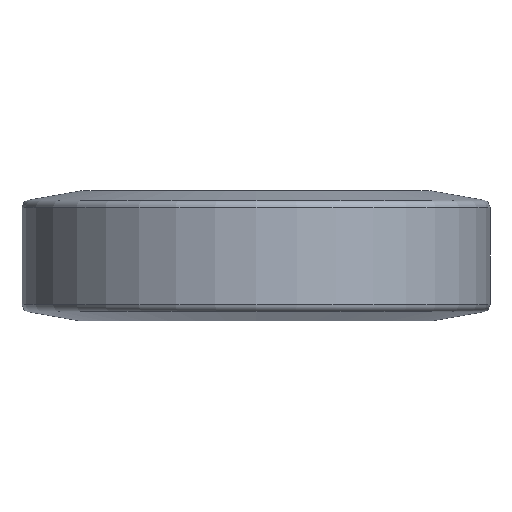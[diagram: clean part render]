
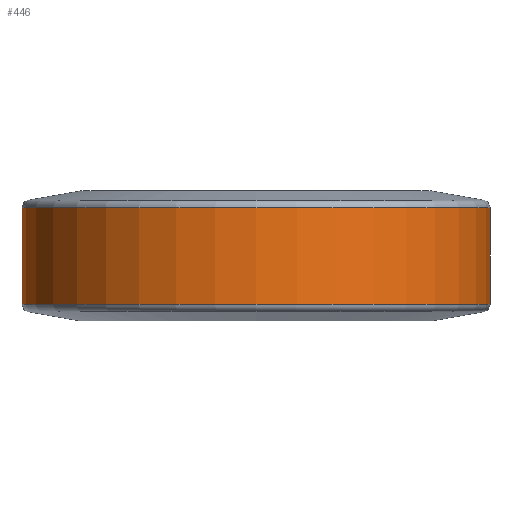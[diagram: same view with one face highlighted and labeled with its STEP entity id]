
A CAD part, front view. The second image highlights one B-rep face of the part: STEP entity #446.
In plain terms, the highlighted cylindrical face has radius 90 mm (diameter 180 mm), a partial arc.
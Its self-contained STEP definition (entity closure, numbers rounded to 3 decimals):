
#45 = EDGE_CURVE ( 'NONE', #97, #469, #427, .T. ) ;
#70 = EDGE_CURVE ( 'NONE', #747, #498, #431, .T. ) ;
#94 = EDGE_CURVE ( 'NONE', #747, #97, #388, .T. ) ;
#97 = VERTEX_POINT ( 'NONE', #756 ) ;
#104 = DIRECTION ( 'NONE',  ( 1., 0., 0. ) ) ;
#133 = CARTESIAN_POINT ( 'NONE',  ( -90., 0., 0. ) ) ;
#186 = LINE ( 'NONE', #688, #510 ) ;
#205 = VECTOR ( 'NONE', #486, 1000. ) ;
#221 = AXIS2_PLACEMENT_3D ( 'NONE', #523, #716, #104 ) ;
#228 = EDGE_LOOP ( 'NONE', ( #454, #736, #539, #275 ) ) ;
#233 = DIRECTION ( 'NONE',  ( 1., 0., 0. ) ) ;
#248 = CARTESIAN_POINT ( 'NONE',  ( 0., 0., 18.515 ) ) ;
#254 = CYLINDRICAL_SURFACE ( 'NONE', #592, 90. ) ;
#260 = AXIS2_PLACEMENT_3D ( 'NONE', #248, #793, #233 ) ;
#275 = ORIENTED_EDGE ( 'NONE', *, *, #45, .F. ) ;
#377 = DIRECTION ( 'NONE',  ( 0., 0., 1. ) ) ;
#378 = DIRECTION ( 'NONE',  ( 1., 0., 0. ) ) ;
#388 = LINE ( 'NONE', #133, #205 ) ;
#427 = CIRCLE ( 'NONE', #260, 90. ) ;
#431 = CIRCLE ( 'NONE', #221, 90. ) ;
#446 = ADVANCED_FACE ( 'NONE', ( #811 ), #254, .T. ) ;
#454 = ORIENTED_EDGE ( 'NONE', *, *, #94, .F. ) ;
#469 = VERTEX_POINT ( 'NONE', #721 ) ;
#486 = DIRECTION ( 'NONE',  ( 0., 0., 1. ) ) ;
#498 = VERTEX_POINT ( 'NONE', #701 ) ;
#503 = CARTESIAN_POINT ( 'NONE',  ( 0., 0., 0. ) ) ;
#510 = VECTOR ( 'NONE', #377, 1000. ) ;
#523 = CARTESIAN_POINT ( 'NONE',  ( 0., 0., -18.515 ) ) ;
#539 = ORIENTED_EDGE ( 'NONE', *, *, #798, .T. ) ;
#592 = AXIS2_PLACEMENT_3D ( 'NONE', #503, #753, #378 ) ;
#688 = CARTESIAN_POINT ( 'NONE',  ( 90., 0., 0. ) ) ;
#701 = CARTESIAN_POINT ( 'NONE',  ( 90., 0., -18.515 ) ) ;
#716 = DIRECTION ( 'NONE',  ( 0., 0., 1. ) ) ;
#721 = CARTESIAN_POINT ( 'NONE',  ( 90., 0., 18.515 ) ) ;
#736 = ORIENTED_EDGE ( 'NONE', *, *, #70, .T. ) ;
#747 = VERTEX_POINT ( 'NONE', #813 ) ;
#753 = DIRECTION ( 'NONE',  ( 0., 0., 1. ) ) ;
#756 = CARTESIAN_POINT ( 'NONE',  ( -90., 0., 18.515 ) ) ;
#793 = DIRECTION ( 'NONE',  ( 0., 0., 1. ) ) ;
#798 = EDGE_CURVE ( 'NONE', #498, #469, #186, .T. ) ;
#811 = FACE_OUTER_BOUND ( 'NONE', #228, .T. ) ;
#813 = CARTESIAN_POINT ( 'NONE',  ( -90., 0., -18.515 ) ) ;
